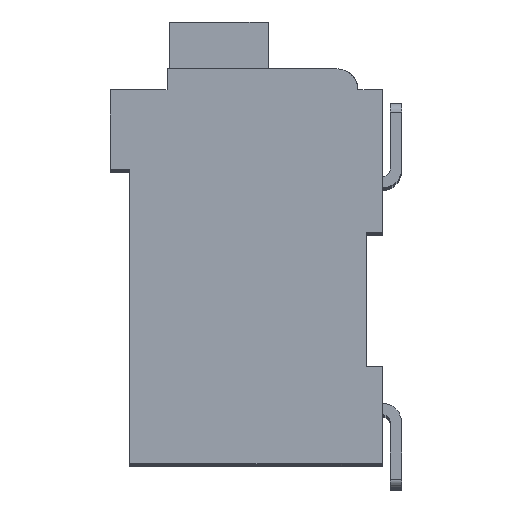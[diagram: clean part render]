
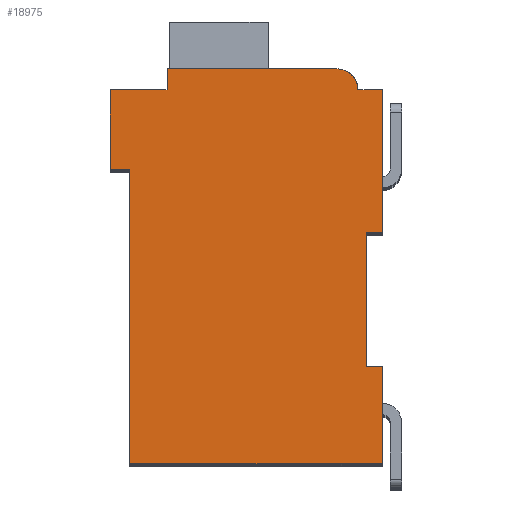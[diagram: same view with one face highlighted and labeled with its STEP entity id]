
A CAD part, top view. The second image highlights one B-rep face of the part: STEP entity #18975.
In plain terms, the highlighted planar face has unit normal (0, 0, 1).
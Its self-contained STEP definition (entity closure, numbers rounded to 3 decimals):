
#3442=DIRECTION('',(1.,0.,0.));
#3443=VECTOR('',#3442,0.5);
#3444=CARTESIAN_POINT('',(7.3,7.15,2.1));
#3445=LINE('',#3444,#3443);
#3446=DIRECTION('',(0.,1.,0.));
#3447=VECTOR('',#3446,4.15);
#3448=CARTESIAN_POINT('',(7.3,3.,2.1));
#3449=LINE('',#3448,#3447);
#3450=DIRECTION('',(-1.,0.,0.));
#3451=VECTOR('',#3450,0.5);
#3452=CARTESIAN_POINT('',(7.8,3.,2.1));
#3453=LINE('',#3452,#3451);
#3454=DIRECTION('',(0.,1.,0.));
#3455=VECTOR('',#3454,3.);
#3456=CARTESIAN_POINT('',(7.8,0.,2.1));
#3457=LINE('',#3456,#3455);
#3458=DIRECTION('',(1.,0.,0.));
#3459=VECTOR('',#3458,7.8);
#3460=CARTESIAN_POINT('',(0.,0.,2.1));
#3461=LINE('',#3460,#3459);
#3462=DIRECTION('',(0.,-1.,0.));
#3463=VECTOR('',#3462,9.1);
#3464=CARTESIAN_POINT('',(0.,9.1,2.1));
#3465=LINE('',#3464,#3463);
#3466=DIRECTION('',(1.,0.,0.));
#3467=VECTOR('',#3466,0.6);
#3468=CARTESIAN_POINT('',(-0.6,9.1,2.1));
#3469=LINE('',#3468,#3467);
#3470=DIRECTION('',(0.,-1.,0.));
#3471=VECTOR('',#3470,2.45);
#3472=CARTESIAN_POINT('',(-0.6,11.55,2.1));
#3473=LINE('',#3472,#3471);
#3474=DIRECTION('',(-1.,0.,0.));
#3475=VECTOR('',#3474,1.75);
#3476=CARTESIAN_POINT('',(1.15,11.55,2.1));
#3477=LINE('',#3476,#3475);
#3478=DIRECTION('',(0.,-1.,0.));
#3479=VECTOR('',#3478,0.65);
#3480=CARTESIAN_POINT('',(1.15,12.2,2.1));
#3481=LINE('',#3480,#3479);
#3482=DIRECTION('',(-1.,0.,0.));
#3483=VECTOR('',#3482,5.25);
#3484=CARTESIAN_POINT('',(6.4,12.2,2.1));
#3485=LINE('',#3484,#3483);
#3486=CARTESIAN_POINT('',(6.4,11.55,2.1));
#3487=DIRECTION('',(0.,0.,1.));
#3488=DIRECTION('',(1.,0.,0.));
#3489=AXIS2_PLACEMENT_3D('',#3486,#3487,#3488);
#3491=DIRECTION('',(-1.,0.,0.));
#3492=VECTOR('',#3491,0.75);
#3493=CARTESIAN_POINT('',(7.8,11.55,2.1));
#3494=LINE('',#3493,#3492);
#3495=DIRECTION('',(0.,1.,0.));
#3496=VECTOR('',#3495,4.4);
#3497=CARTESIAN_POINT('',(7.8,7.15,2.1));
#3498=LINE('',#3497,#3496);
#12275=CARTESIAN_POINT('',(7.3,7.15,2.1));
#12276=CARTESIAN_POINT('',(7.8,7.15,2.1));
#12277=VERTEX_POINT('',#12275);
#12278=VERTEX_POINT('',#12276);
#12279=CARTESIAN_POINT('',(7.8,11.55,2.1));
#12280=VERTEX_POINT('',#12279);
#12281=CARTESIAN_POINT('',(7.05,11.55,2.1));
#12282=VERTEX_POINT('',#12281);
#12283=CARTESIAN_POINT('',(6.4,12.2,2.1));
#12284=VERTEX_POINT('',#12283);
#12285=CARTESIAN_POINT('',(1.15,12.2,2.1));
#12286=VERTEX_POINT('',#12285);
#12287=CARTESIAN_POINT('',(1.15,11.55,2.1));
#12288=VERTEX_POINT('',#12287);
#12289=CARTESIAN_POINT('',(-0.6,11.55,2.1));
#12290=VERTEX_POINT('',#12289);
#12291=CARTESIAN_POINT('',(-0.6,9.1,2.1));
#12292=VERTEX_POINT('',#12291);
#12293=CARTESIAN_POINT('',(0.,9.1,2.1));
#12294=VERTEX_POINT('',#12293);
#12295=CARTESIAN_POINT('',(0.,0.,2.1));
#12296=VERTEX_POINT('',#12295);
#12297=CARTESIAN_POINT('',(7.8,0.,2.1));
#12298=VERTEX_POINT('',#12297);
#12299=CARTESIAN_POINT('',(7.8,3.,2.1));
#12300=VERTEX_POINT('',#12299);
#12301=CARTESIAN_POINT('',(7.3,3.,2.1));
#12302=VERTEX_POINT('',#12301);
#18951=CARTESIAN_POINT('',(0.,0.,2.1));
#18952=DIRECTION('',(0.,0.,1.));
#18953=DIRECTION('',(1.,0.,0.));
#18954=AXIS2_PLACEMENT_3D('',#18951,#18952,#18953);
#18955=PLANE('',#18954);
#18956=ORIENTED_EDGE('',*,*,#16092,.F.);
#18957=ORIENTED_EDGE('',*,*,#16714,.F.);
#18959=ORIENTED_EDGE('',*,*,#18958,.F.);
#18961=ORIENTED_EDGE('',*,*,#18960,.F.);
#18963=ORIENTED_EDGE('',*,*,#18962,.F.);
#18964=ORIENTED_EDGE('',*,*,#17196,.F.);
#18965=ORIENTED_EDGE('',*,*,#17324,.F.);
#18966=ORIENTED_EDGE('',*,*,#17553,.F.);
#18967=ORIENTED_EDGE('',*,*,#17787,.F.);
#18968=ORIENTED_EDGE('',*,*,#17856,.F.);
#18969=ORIENTED_EDGE('',*,*,#18213,.F.);
#18970=ORIENTED_EDGE('',*,*,#18739,.F.);
#18971=ORIENTED_EDGE('',*,*,#18611,.F.);
#18972=ORIENTED_EDGE('',*,*,#16430,.F.);
#18973=EDGE_LOOP('',(#18956,#18957,#18959,#18961,#18963,#18964,#18965,#18966,
#18967,#18968,#18969,#18970,#18971,#18972));
#18974=FACE_OUTER_BOUND('',#18973,.F.);
#3490=CIRCLE('',#3489,0.65);
#16092=EDGE_CURVE('',#12277,#12278,#3445,.T.);
#16430=EDGE_CURVE('',#12278,#12280,#3498,.T.);
#16714=EDGE_CURVE('',#12302,#12277,#3449,.T.);
#17196=EDGE_CURVE('',#12294,#12296,#3465,.T.);
#17324=EDGE_CURVE('',#12292,#12294,#3469,.T.);
#17553=EDGE_CURVE('',#12290,#12292,#3473,.T.);
#17787=EDGE_CURVE('',#12288,#12290,#3477,.T.);
#17856=EDGE_CURVE('',#12286,#12288,#3481,.T.);
#18213=EDGE_CURVE('',#12284,#12286,#3485,.T.);
#18611=EDGE_CURVE('',#12280,#12282,#3494,.T.);
#18739=EDGE_CURVE('',#12282,#12284,#3490,.T.);
#18958=EDGE_CURVE('',#12300,#12302,#3453,.T.);
#18960=EDGE_CURVE('',#12298,#12300,#3457,.T.);
#18962=EDGE_CURVE('',#12296,#12298,#3461,.T.);
#18975=ADVANCED_FACE('',(#18974),#18955,.T.);
